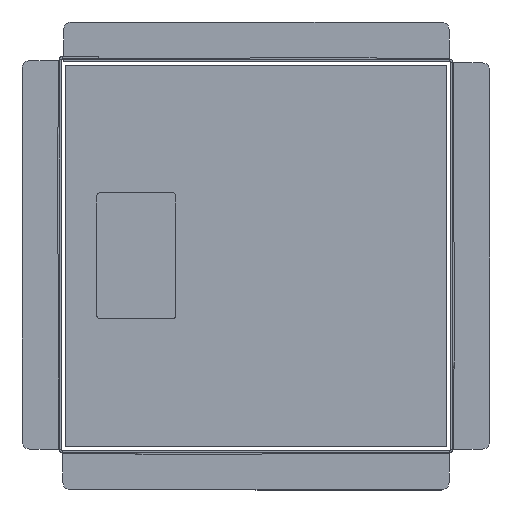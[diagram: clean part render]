
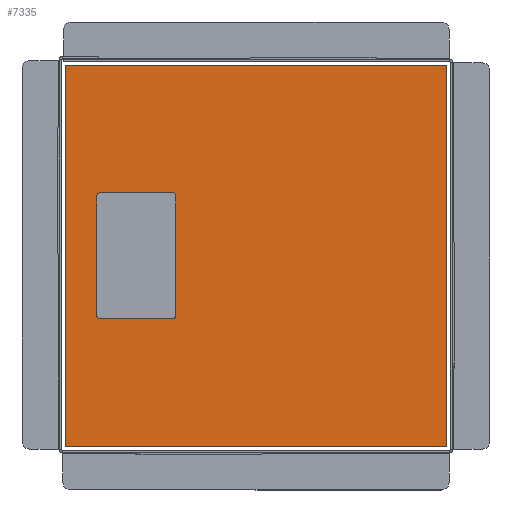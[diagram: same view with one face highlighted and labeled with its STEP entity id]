
A CAD part, top view. The second image highlights one B-rep face of the part: STEP entity #7335.
In plain terms, the highlighted face is planar.
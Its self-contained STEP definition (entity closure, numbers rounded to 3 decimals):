
#198 = CARTESIAN_POINT ( 'NONE',  ( 120.95, 1., 120.95 ) ) ;
#266 = VERTEX_POINT ( 'NONE', #9344 ) ;
#438 = EDGE_CURVE ( 'NONE', #266, #6853, #9320, .T. ) ;
#691 = AXIS2_PLACEMENT_3D ( 'NONE', #7638, #6696, #867 ) ;
#777 = CARTESIAN_POINT ( 'NONE',  ( -120.95, 1., -120.95 ) ) ;
#864 = ORIENTED_EDGE ( 'NONE', *, *, #9138, .T. ) ;
#867 = DIRECTION ( 'NONE',  ( 0., 0., 1. ) ) ;
#2273 = LINE ( 'NONE', #777, #6834 ) ;
#2849 = ORIENTED_EDGE ( 'NONE', *, *, #438, .T. ) ;
#3355 = EDGE_CURVE ( 'NONE', #4232, #11110, #8662, .T. ) ;
#3508 = VECTOR ( 'NONE', #9613, 1000. ) ;
#3880 = CARTESIAN_POINT ( 'NONE',  ( -120.95, 1., 120.95 ) ) ;
#4232 = VERTEX_POINT ( 'NONE', #198 ) ;
#4527 = EDGE_LOOP ( 'NONE', ( #2849, #8440, #4876, #864 ) ) ;
#4541 = VECTOR ( 'NONE', #4881, 1000. ) ;
#4876 = ORIENTED_EDGE ( 'NONE', *, *, #3355, .T. ) ;
#4881 = DIRECTION ( 'NONE',  ( 1., 0., 0. ) ) ;
#4882 = CARTESIAN_POINT ( 'NONE',  ( -120.95, 1., 120.95 ) ) ;
#5006 = CARTESIAN_POINT ( 'NONE',  ( 120.95, 1., -120.95 ) ) ;
#5207 = EDGE_CURVE ( 'NONE', #6853, #4232, #11914, .T. ) ;
#6314 = CARTESIAN_POINT ( 'NONE',  ( -120.95, 1., -120.95 ) ) ;
#6601 = DIRECTION ( 'NONE',  ( -1., 0., 0. ) ) ;
#6696 = DIRECTION ( 'NONE',  ( 0., 1., 0. ) ) ;
#6834 = VECTOR ( 'NONE', #6601, 1000. ) ;
#6853 = VERTEX_POINT ( 'NONE', #4882 ) ;
#7335 = ADVANCED_FACE ( 'NONE', ( #10255 ), #11495, .T. ) ;
#7638 = CARTESIAN_POINT ( 'NONE',  ( 0., 1., 0. ) ) ;
#8291 = DIRECTION ( 'NONE',  ( 0., 0., 1. ) ) ;
#8440 = ORIENTED_EDGE ( 'NONE', *, *, #5207, .T. ) ;
#8645 = CARTESIAN_POINT ( 'NONE',  ( 120.95, 1., -120.95 ) ) ;
#8662 = LINE ( 'NONE', #8645, #3508 ) ;
#9138 = EDGE_CURVE ( 'NONE', #11110, #266, #2273, .T. ) ;
#9320 = LINE ( 'NONE', #6314, #11253 ) ;
#9344 = CARTESIAN_POINT ( 'NONE',  ( -120.95, 1., -120.95 ) ) ;
#9613 = DIRECTION ( 'NONE',  ( 0., 0., -1. ) ) ;
#10255 = FACE_OUTER_BOUND ( 'NONE', #4527, .T. ) ;
#11110 = VERTEX_POINT ( 'NONE', #5006 ) ;
#11253 = VECTOR ( 'NONE', #8291, 1000. ) ;
#11495 = PLANE ( 'NONE',  #691 ) ;
#11914 = LINE ( 'NONE', #3880, #4541 ) ;
